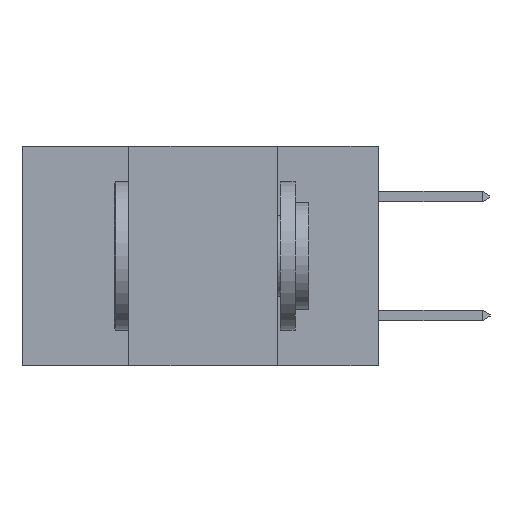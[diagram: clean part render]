
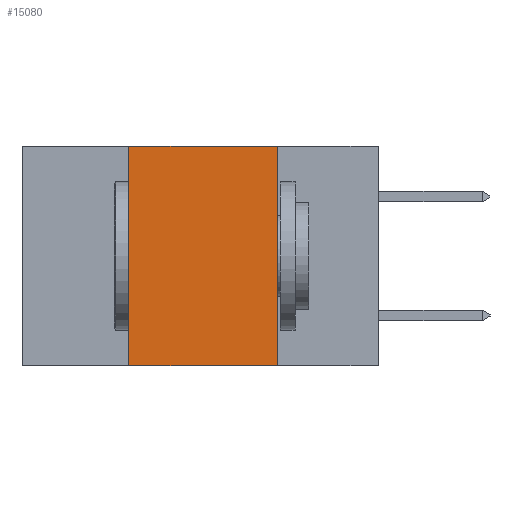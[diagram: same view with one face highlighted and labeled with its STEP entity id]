
A CAD part, left-side view. The second image highlights one B-rep face of the part: STEP entity #15080.
In plain terms, the highlighted planar face has unit normal (-1, 0, 0).
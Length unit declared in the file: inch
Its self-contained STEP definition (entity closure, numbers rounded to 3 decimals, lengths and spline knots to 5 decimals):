
#937 = CARTESIAN_POINT ( 'NONE',  ( 0., 0.17, 0. ) ) ;
#992 = VERTEX_POINT ( 'NONE', #15716 ) ;
#1552 = ORIENTED_EDGE ( 'NONE', *, *, #5998, .T. ) ;
#1820 = CARTESIAN_POINT ( 'NONE',  ( 0., 0.42, 0. ) ) ;
#1923 = DIRECTION ( 'NONE',  ( 1., 0., 0. ) ) ;
#2536 = CARTESIAN_POINT ( 'NONE',  ( 0., 0.6, 0. ) ) ;
#4077 = DIRECTION ( 'NONE',  ( 0., -1., 0. ) ) ;
#4763 = DIRECTION ( 'NONE',  ( 0., 0., 1. ) ) ;
#5643 = ORIENTED_EDGE ( 'NONE', *, *, #17739, .F. ) ;
#5998 = EDGE_CURVE ( 'NONE', #992, #14498, #12357, .T. ) ;
#7658 = CARTESIAN_POINT ( 'NONE',  ( 0., 0.42, -0.37 ) ) ;
#8027 = VECTOR ( 'NONE', #16944, 39.37008 ) ;
#8144 = VERTEX_POINT ( 'NONE', #1820 ) ;
#8196 = AXIS2_PLACEMENT_3D ( 'NONE', #10829, #1923, #12309 ) ;
#8387 = LINE ( 'NONE', #18434, #15694 ) ;
#8925 = EDGE_CURVE ( 'NONE', #15325, #14498, #8387, .T. ) ;
#9514 = ORIENTED_EDGE ( 'NONE', *, *, #15323, .F. ) ;
#9916 = LINE ( 'NONE', #2536, #13358 ) ;
#9969 = ORIENTED_EDGE ( 'NONE', *, *, #8925, .F. ) ;
#10829 = CARTESIAN_POINT ( 'NONE',  ( 0., 0.6, 0. ) ) ;
#12309 = DIRECTION ( 'NONE',  ( 0., 0., -1. ) ) ;
#12357 = LINE ( 'NONE', #17014, #8027 ) ;
#13256 = EDGE_LOOP ( 'NONE', ( #9969, #9514, #5643, #1552 ) ) ;
#13358 = VECTOR ( 'NONE', #4077, 39.37008 ) ;
#13601 = FACE_OUTER_BOUND ( 'NONE', #13256, .T. ) ;
#13987 = CARTESIAN_POINT ( 'NONE',  ( 0., 0.17, -0.37 ) ) ;
#14245 = LINE ( 'NONE', #7658, #17207 ) ;
#14498 = VERTEX_POINT ( 'NONE', #13987 ) ;
#15080 = ADVANCED_FACE ( 'NONE', ( #13601 ), #18116, .F. ) ;
#15323 = EDGE_CURVE ( 'NONE', #8144, #15325, #9916, .T. ) ;
#15325 = VERTEX_POINT ( 'NONE', #937 ) ;
#15694 = VECTOR ( 'NONE', #17926, 39.37008 ) ;
#15716 = CARTESIAN_POINT ( 'NONE',  ( 0., 0.42, -0.37 ) ) ;
#16944 = DIRECTION ( 'NONE',  ( 0., -1., 0. ) ) ;
#17014 = CARTESIAN_POINT ( 'NONE',  ( 0., 0.6, -0.37 ) ) ;
#17207 = VECTOR ( 'NONE', #4763, 39.37008 ) ;
#17739 = EDGE_CURVE ( 'NONE', #992, #8144, #14245, .T. ) ;
#17926 = DIRECTION ( 'NONE',  ( 0., 0., -1. ) ) ;
#18116 = PLANE ( 'NONE',  #8196 ) ;
#18434 = CARTESIAN_POINT ( 'NONE',  ( 0., 0.17, -0.37 ) ) ;
